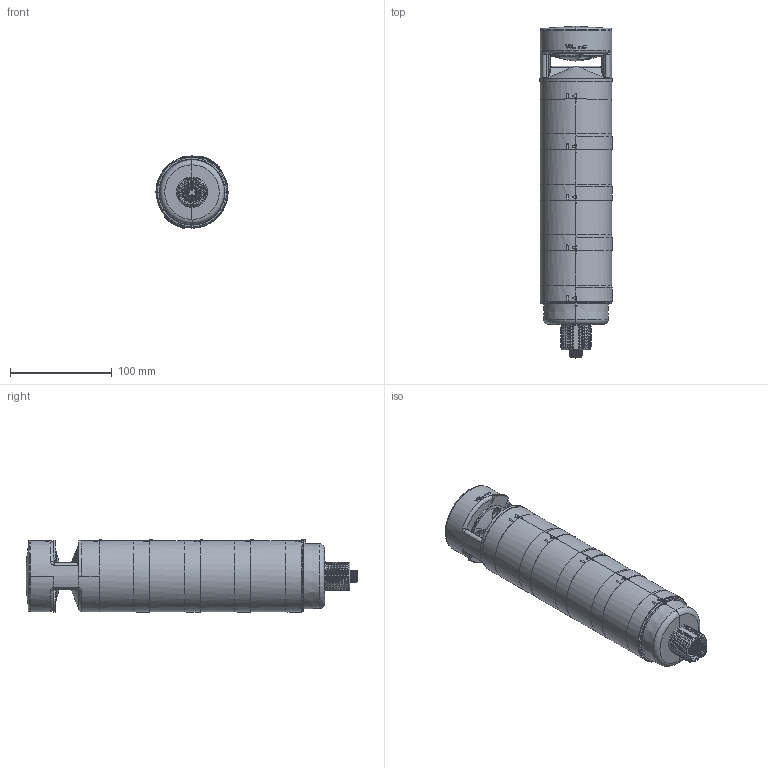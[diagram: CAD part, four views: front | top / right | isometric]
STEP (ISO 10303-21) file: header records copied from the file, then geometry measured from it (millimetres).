
FILE_DESCRIPTION((''),'2;1');
FILE_NAME('181454_ASM','2014-08-08T',('pdmadmin'),(''),'PRO/ENGINEER BY PARAMETRIC TECHNOLOGY CORPORATION, 2013230','PRO/ENGINEER BY PARAMETRIC TECHNOLOGY CORPORATION, 2013230','');
FILE_SCHEMA(('CONFIG_CONTROL_DESIGN'));
Length unit declared in the file: millimetre
Products named in the file (9): 180077; 180482; 08427; 179879; 179880; 180306; 180307; 180308; 181454_ASM
Assembly tree (14 placements, depth 2):
  181454_ASM
    180077
    180482
    08427
    179879  x4
    179880  x4
    180306
    180307
    180308
Bounding box: 71 x 326.31 x 71.25 mm (x, y, z)
Volume: 302435.2 mm3; surface area: 222216.1 mm2
Topology: 14 solids, 19 shells, 3789 faces, 9238 edges, 5525 vertices
Faces by surface type: bspline 1169, cylinder 1052, plane 688, torus 376, cone 300, sphere 178, extrusion 22, revolution 4
Entity records: 113769 total; most frequent: CARTESIAN_POINT 70302, ORIENTED_EDGE 9990, DIRECTION 7826, EDGE_CURVE 4999, AXIS2_PLACEMENT_3D 3247, VERTEX_POINT 3053, EDGE_LOOP 2120, FACE_OUTER_BOUND 2016
